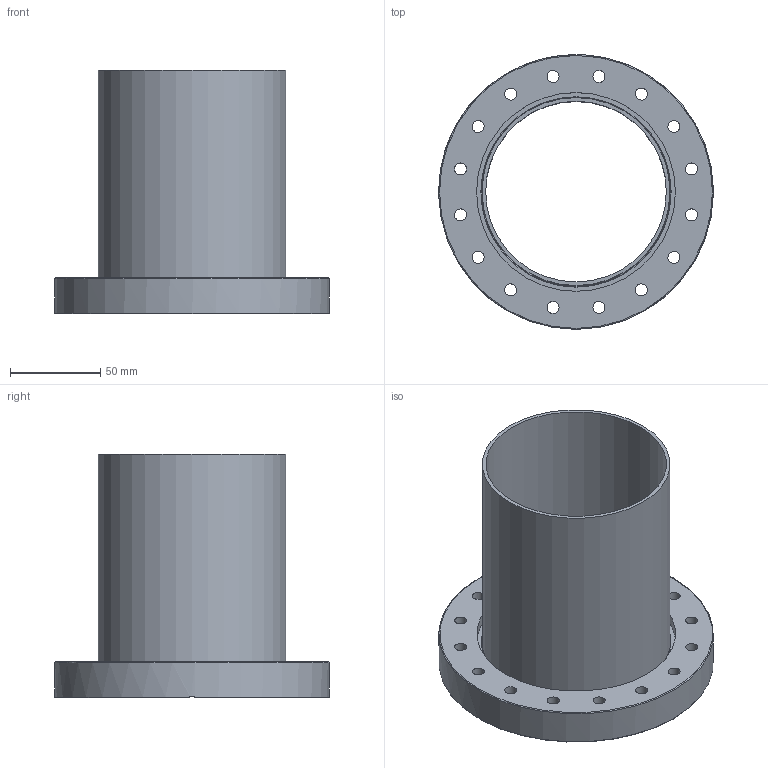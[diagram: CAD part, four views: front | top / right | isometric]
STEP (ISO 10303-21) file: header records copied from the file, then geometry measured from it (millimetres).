
FILE_DESCRIPTION((''),'2;1');
FILE_NAME('TU100RT-104-304.stp','2009-04-09T13:04:19',('hasers'),(''),'Autodesk Inventor 2008','Autodesk Inventor 2008','');
FILE_SCHEMA(('AUTOMOTIVE_DESIGN { 1 0 10303 214 1 1 1 1 }'));
Length unit declared in the file: millimetre
Products named in the file (4): TU100RT-104-304; CF-R [Subject [Summary]=-304][Title [Summary]=F100ROT]; CF-R [Subject [Summary]=-304][Title [Summary]=F100RIB104]; Rohre [Subject [Summary]=normal][Keywords [Summary]=1.4301][Title [Summary]=104x2,0 (0,5m)]_2
Assembly tree (3 placements, depth 2):
  TU100RT-104-304
    CF-R [Subject [Summary]=-304][Title [Summary]=F100ROT]
    CF-R [Subject [Summary]=-304][Title [Summary]=F100RIB104]
    Rohre [Subject [Summary]=normal][Keywords [Summary]=1.4301][Title [Summary]=104x2,0 (0,5m)]_2
Bounding box: 152 x 152 x 135 mm (x, y, z)
Volume: 256810.1 mm3; surface area: 137368.5 mm2
Topology: 3 solids, 3 shells, 47 faces, 130 edges, 90 vertices
Faces by surface type: bspline 23, torus 7, cylinder 7, plane 7, cone 3
Full cylindrical faces by diameter (mm): 100 x1, 104 x1, 120.4 x1, 121.2 x1, 152 x1
Entity records: 1743 total; most frequent: CARTESIAN_POINT 679, DIRECTION 190, ORIENTED_EDGE 148, EDGE_LOOP 120, AXIS2_PLACEMENT_3D 93, EDGE_CURVE 74, FACE_BOUND 73, VERTEX_POINT 68
